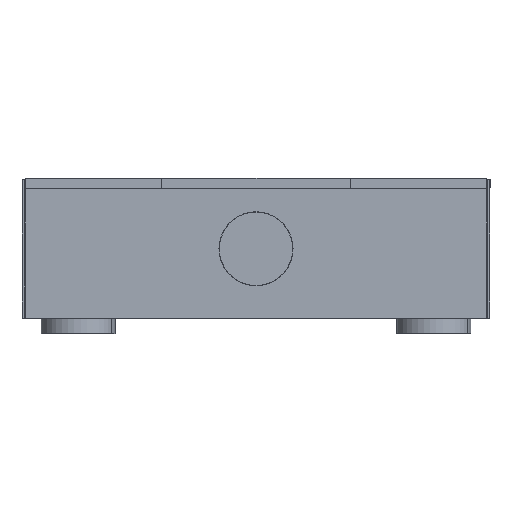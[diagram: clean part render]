
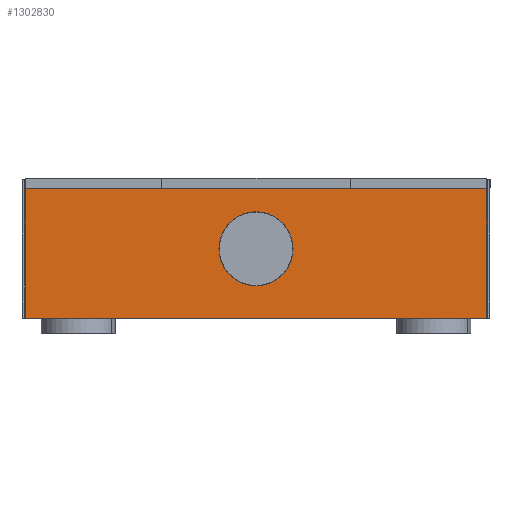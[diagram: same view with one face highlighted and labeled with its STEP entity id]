
A CAD part, front view. The second image highlights one B-rep face of the part: STEP entity #1302830.
In plain terms, the highlighted planar face has unit normal (0, -1, 0).
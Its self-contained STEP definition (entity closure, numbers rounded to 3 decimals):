
#150500=CARTESIAN_POINT('',(-125.,-428.,204.15));
#150510=VERTEX_POINT('',#150500);
#150540=CARTESIAN_POINT('',(0.,-428.,204.15
));
#150550=DIRECTION('',(0.,-1.,0.));
#150560=DIRECTION('',(-1.,0.,0.));
#150570=AXIS2_PLACEMENT_3D('',#150540,#150550,#150560);
#150580=CIRCLE('',#150570,125.);
#150590=CARTESIAN_POINT('',(125.,-428.,204.15));
#150600=VERTEX_POINT('',#150590);
#150610=EDGE_CURVE('',#150600,#150510,#150580,.T.);
#154090=CARTESIAN_POINT('',(789.5,-428.,-30.1));
#154100=DIRECTION('',(0.,1.,0.));
#154110=DIRECTION('',(1.,0.,0.));
#154120=AXIS2_PLACEMENT_3D('',#154090,#154100,#154110);
#154130=PLANE('',#154120);
#1301730=CARTESIAN_POINT('',(-548.75,-428.,-30.)
);
#1301740=DIRECTION('',(-1.,0.,0.));
#1301750=VECTOR('',#1301740,1.);
#1301760=LINE('',#1301730,#1301750);
#1301770=CARTESIAN_POINT('',(778.5,-428.,-30.));
#1301780=VERTEX_POINT('',#1301770);
#1301790=CARTESIAN_POINT('',(-778.5,-428.,-30.))
;
#1301800=VERTEX_POINT('',#1301790);
#1301810=EDGE_CURVE('',#1301780,#1301800,#1301760,.T.);
#1302530=CARTESIAN_POINT('',(-548.75,-428.,406.));
#1302540=DIRECTION('',(1.,0.,0.));
#1302550=VECTOR('',#1302540,1.);
#1302560=LINE('',#1302530,#1302550);
#1302570=CARTESIAN_POINT('',(-778.5,-428.,406.));
#1302580=VERTEX_POINT('',#1302570);
#1302590=CARTESIAN_POINT('',(778.5,-428.,406.));
#1302600=VERTEX_POINT('',#1302590);
#1302610=EDGE_CURVE('',#1302580,#1302600,#1302560,.T.);
#1302620=ORIENTED_EDGE('',*,*,#1302610,.F.);
#1302630=CARTESIAN_POINT('',(778.5,-428.,441.5));
#1302640=DIRECTION('',(0.,0.,-1.));
#1302650=VECTOR('',#1302640,1.);
#1302660=LINE('',#1302630,#1302650);
#1302670=EDGE_CURVE('',#1302600,#1301780,#1302660,.T.);
#1302680=ORIENTED_EDGE('',*,*,#1302670,.F.);
#1302690=ORIENTED_EDGE('',*,*,#1301810,.F.);
#1302700=CARTESIAN_POINT('',(-778.5,-428.,441.5));
#1302710=DIRECTION('',(0.,0.,1.));
#1302720=VECTOR('',#1302710,1.);
#1302730=LINE('',#1302700,#1302720);
#1302740=EDGE_CURVE('',#1301800,#1302580,#1302730,.T.);
#1302750=ORIENTED_EDGE('',*,*,#1302740,.F.);
#1302760=EDGE_LOOP('',(#1302750,#1302690,#1302680,#1302620));
#1302770=FACE_OUTER_BOUND('',#1302760,.T.);
#1302780=EDGE_CURVE('',#150510,#150600,#150580,.T.);
#1302790=ORIENTED_EDGE('',*,*,#1302780,.F.);
#1302800=ORIENTED_EDGE('',*,*,#150610,.F.);
#1302810=EDGE_LOOP('',(#1302800,#1302790));
#1302820=FACE_BOUND('',#1302810,.T.);
#1302830=ADVANCED_FACE('',(#1302770,#1302820),#154130,.F.);
